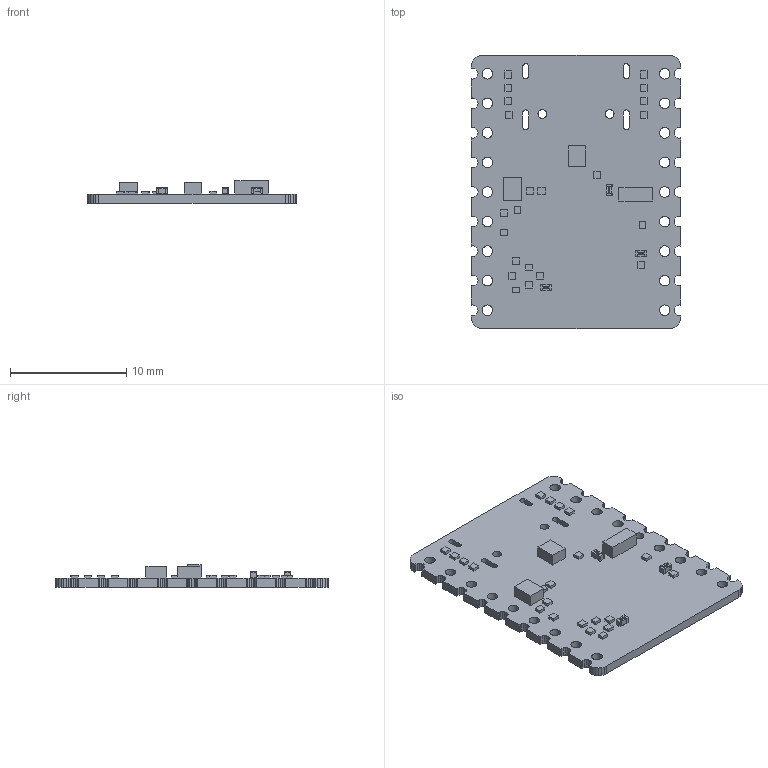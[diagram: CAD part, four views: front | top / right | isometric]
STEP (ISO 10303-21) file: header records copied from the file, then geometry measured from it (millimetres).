
FILE_DESCRIPTION(('Open CASCADE Model'),'2;1');
FILE_NAME('Open CASCADE Shape Model','2024-01-22T14:57:34',('Author'),( 'Open CASCADE'),'Open CASCADE STEP processor 6.5','Open CASCADE 6.5' ,'Unknown');
FILE_SCHEMA(('AUTOMOTIVE_DESIGN { 1 0 10303 214 1 1 1 1 }'));
Length unit declared in the file: millimetre
Products named in the file (48): PCB; Board; C1; 437306896; Extruded; C2; 437271312; C3; C6; C8; C9; C_0402; C_0402-4045_AF0_ASM; C_0402-672_AF0_ASM; _1_10001; 3_1_A; 2_100; C11; C10; IND1; 437307280; R1; R2; R3; R4; R5; U3; 437306768; X1; 437306640; C7; C12; C13; C14; C15; IND2; U1; 437307152; C16; C17 ...
Assembly tree (68 placements, depth 6):
  PCB
    Board
    C1
      437306896
        Extruded
    C2
      437271312
        Extruded
    C3
      437306896
        Extruded
    C6
      437306896
        Extruded
    C8
      437306896
        Extruded
    C9
      C_0402
        C_0402-4045_AF0_ASM
          C_0402-672_AF0_ASM
            _1_10001
            3_1_A
            2_100
    C11
      437271312
        Extruded
    C10
      437271312
        Extruded
    IND1
      437307280
        Extruded
    R1
      437306896
        Extruded
    R2
      437306896
        Extruded
    R3
      437306896
        Extruded
    R4
      437306896
        Extruded
    R5
      437306896
        Extruded
    U3
      437306768
        Extruded
    X1
      437306640
        Extruded
    C7
      C_0402
        C_0402-4045_AF0_ASM
          C_0402-672_AF0_ASM
            _1_10001
            3_1_A
Bounding box: 18.02 x 23.52 x 1.94 mm (x, y, z)
Volume: 331.7 mm3; surface area: 1012.9 mm2
Topology: 35 solids, 35 shells, 1716 faces, 4512 edges, 2968 vertices
Faces by surface type: plane 1331, extrusion 273, cylinder 88, sphere 24
Full cylindrical faces by diameter (mm): 0.762 x2, 0.9 x18
Entity records: 56332 total; most frequent: CARTESIAN_POINT 16094, DIRECTION 6683, VECTOR 5067, LINE 4976, ORIENTED_EDGE 3984, PCURVE 3984, DEFINITIONAL_REPRESENTATION 3984, EDGE_CURVE 1992
